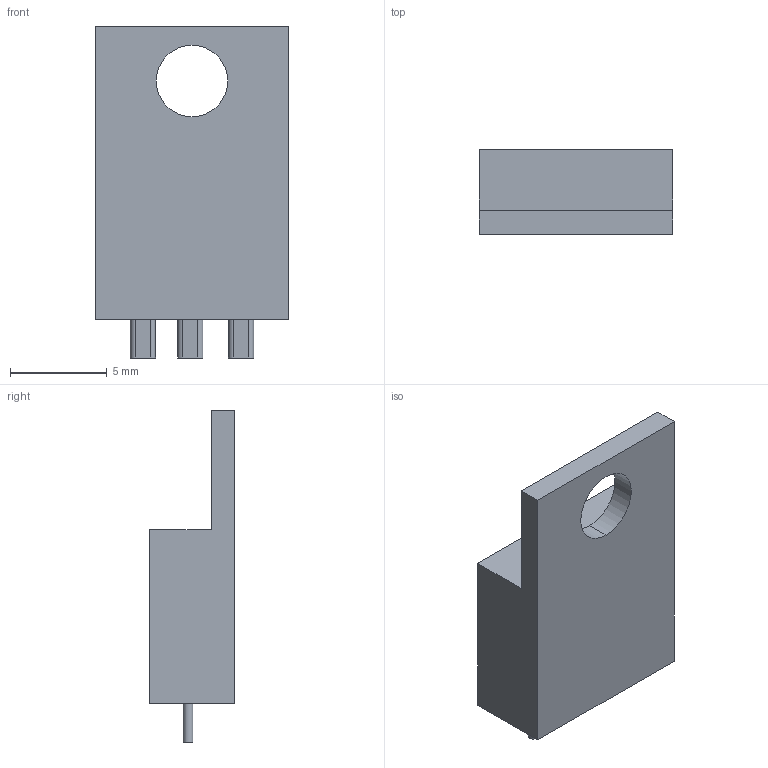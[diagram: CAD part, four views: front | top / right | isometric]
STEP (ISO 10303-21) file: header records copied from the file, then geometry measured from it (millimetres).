
FILE_DESCRIPTION (( 'STEP AP214' ), '1' );
FILE_NAME ('TO-220-3.STEP', '2012-04-03T18:38:00', ( '微软用户' ), ( '微软中国' ), 'SwSTEP 2.0', 'SolidWorks 2011', '' );
FILE_SCHEMA (( 'AUTOMOTIVE_DESIGN' ));
Length unit declared in the file: millimetre
Products named in the file (1): TO-220-3
Bounding box: 10 x 4.4 x 17.2 mm (x, y, z)
Volume: 460 mm3; surface area: 505.5 mm2
Topology: 1 solids, 1 shells, 85 faces, 228 edges, 152 vertices
Faces by surface type: plane 38, bspline 34, cylinder 13
Entity records: 4253 total; most frequent: CARTESIAN_POINT 2236, ORIENTED_EDGE 456, DIRECTION 290, EDGE_CURVE 228, VERTEX_POINT 152, VECTOR 134, LINE 134, EDGE_LOOP 94
